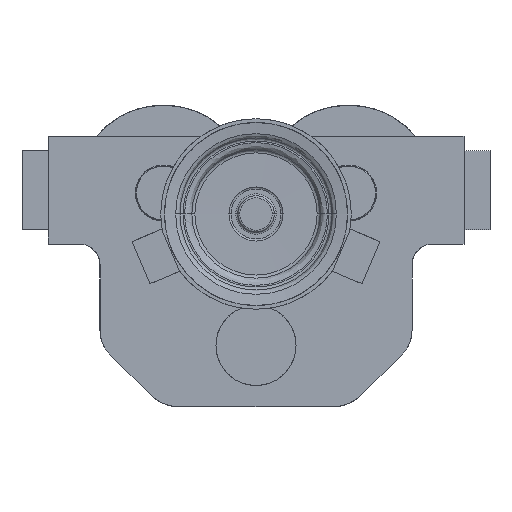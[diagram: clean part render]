
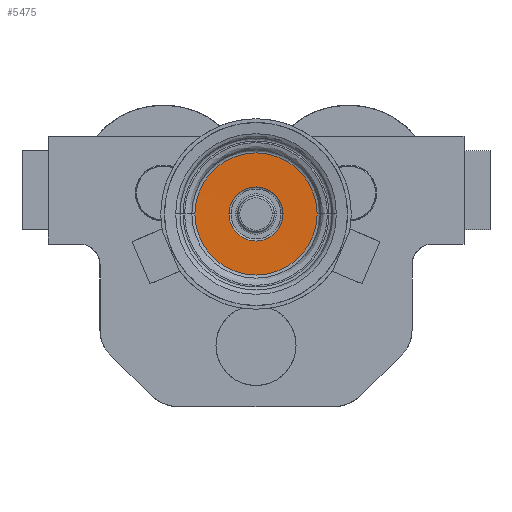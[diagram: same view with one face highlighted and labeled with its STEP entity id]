
A CAD part, front view. The second image highlights one B-rep face of the part: STEP entity #5475.
In plain terms, the highlighted face is a revolution surface.
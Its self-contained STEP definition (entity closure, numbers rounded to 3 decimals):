
#5475=ADVANCED_FACE('',(#7532,#7533),#7534,.T.);
#7532=FACE_OUTER_BOUND('',#9162,.T.);
#7533=FACE_OUTER_BOUND('',#9163,.T.);
#7534=SURFACE_OF_REVOLUTION('',#9164,#9165);
#9162=EDGE_LOOP('',(#13544));
#9163=EDGE_LOOP('',(#13545,#13546));
#9164=B_SPLINE_CURVE_WITH_KNOTS('',1,(#13547,#13548),.UNSPECIFIED.,.F.,.F.,(2,2),(0.,1.),.UNSPECIFIED.);
#9165=AXIS1_PLACEMENT('',#13549,#13550);
#13544=ORIENTED_EDGE('',*,*,#15159,.F.);
#13545=ORIENTED_EDGE('',*,*,#14166,.T.);
#13546=ORIENTED_EDGE('',*,*,#15484,.T.);
#13547=CARTESIAN_POINT('',(26.,126.4,113.334));
#13548=CARTESIAN_POINT('',(58.753,126.4,113.62));
#13549=CARTESIAN_POINT('',(0.,126.4,113.334));
#13550=DIRECTION('',(0.,0.,-1.));
#14166=EDGE_CURVE('',#17924,#17928,#17930,.T.);
#15159=EDGE_CURVE('',#19839,#19839,#19840,.T.);
#15484=EDGE_CURVE('',#17928,#17924,#20467,.T.);
#17924=VERTEX_POINT('',#26928);
#17928=VERTEX_POINT('',#26932);
#17930=CIRCLE('',#26934,58.753);
#19839=VERTEX_POINT('',#33980);
#19840=CIRCLE('',#33981,26.);
#20467=CIRCLE('',#35989,58.753);
#26928=CARTESIAN_POINT('',(-58.753,126.4,113.62));
#26932=CARTESIAN_POINT('',(58.753,126.4,113.62));
#26934=AXIS2_PLACEMENT_3D('',#43528,#43529,#43530);
#33980=CARTESIAN_POINT('',(26.,126.4,113.334));
#33981=AXIS2_PLACEMENT_3D('',#43862,#43863,#43864);
#35989=AXIS2_PLACEMENT_3D('',#43979,#43980,#43981);
#43528=CARTESIAN_POINT('',(0.,126.4,113.62));
#43529=DIRECTION('',(0.,0.,1.));
#43530=DIRECTION('',(1.,0.,0.));
#43862=CARTESIAN_POINT('',(0.,126.4,113.334));
#43863=DIRECTION('',(0.,0.,1.));
#43864=DIRECTION('',(1.,0.,0.));
#43979=CARTESIAN_POINT('',(0.,126.4,113.62));
#43980=DIRECTION('',(0.,0.,1.));
#43981=DIRECTION('',(1.,0.,0.));
